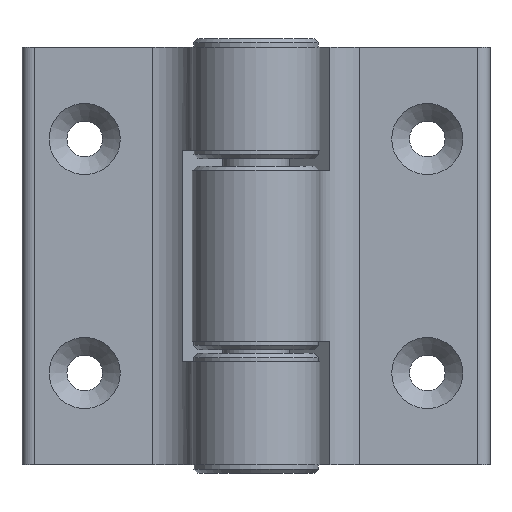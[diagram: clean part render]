
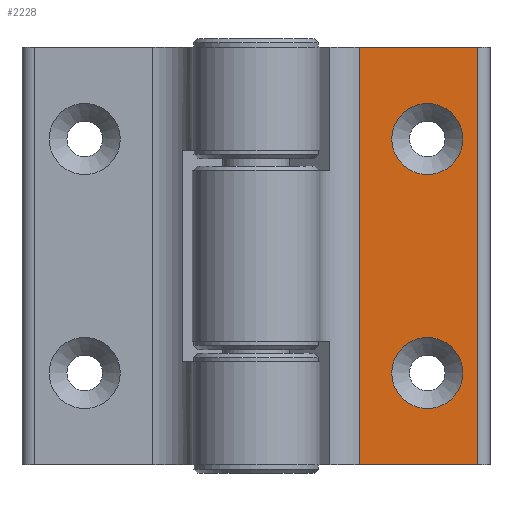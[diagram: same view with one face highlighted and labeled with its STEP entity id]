
A CAD part, front view. The second image highlights one B-rep face of the part: STEP entity #2228.
In plain terms, the highlighted planar face has unit normal (0, -1, 0).
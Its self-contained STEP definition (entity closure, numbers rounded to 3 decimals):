
#132=FACE_BOUND('',#691,.T.);
#133=FACE_BOUND('',#692,.T.);
#189=LINE('',#3763,#349);
#195=LINE('',#3787,#355);
#210=LINE('',#3827,#370);
#211=LINE('',#3829,#371);
#349=VECTOR('',#2846,10.);
#355=VECTOR('',#2868,10.);
#370=VECTOR('',#2913,10.);
#371=VECTOR('',#2916,10.);
#487=PLANE('',#2499);
#561=FACE_OUTER_BOUND('',#690,.T.);
#690=EDGE_LOOP('',(#1728,#1729,#1730,#1731));
#691=EDGE_LOOP('',(#1732,#1733));
#692=EDGE_LOOP('',(#1734,#1735));
#824=CIRCLE('',#2455,8.5);
#825=CIRCLE('',#2456,8.5);
#828=CIRCLE('',#2461,8.5);
#829=CIRCLE('',#2462,8.5);
#994=VERTEX_POINT('',#3532);
#995=VERTEX_POINT('',#3533);
#998=VERTEX_POINT('',#3544);
#999=VERTEX_POINT('',#3545);
#1013=VERTEX_POINT('',#3760);
#1014=VERTEX_POINT('',#3762);
#1024=VERTEX_POINT('',#3785);
#1034=VERTEX_POINT('',#3825);
#1231=EDGE_CURVE('',#994,#995,#824,.T.);
#1232=EDGE_CURVE('',#995,#994,#825,.T.);
#1237=EDGE_CURVE('',#998,#999,#828,.T.);
#1238=EDGE_CURVE('',#999,#998,#829,.T.);
#1265=EDGE_CURVE('',#1013,#1014,#189,.T.);
#1277=EDGE_CURVE('',#1013,#1024,#195,.T.);
#1297=EDGE_CURVE('',#1024,#1034,#210,.T.);
#1298=EDGE_CURVE('',#1034,#1014,#211,.T.);
#1728=ORIENTED_EDGE('',*,*,#1298,.T.);
#1729=ORIENTED_EDGE('',*,*,#1265,.F.);
#1730=ORIENTED_EDGE('',*,*,#1277,.T.);
#1731=ORIENTED_EDGE('',*,*,#1297,.T.);
#1732=ORIENTED_EDGE('',*,*,#1231,.T.);
#1733=ORIENTED_EDGE('',*,*,#1232,.T.);
#1734=ORIENTED_EDGE('',*,*,#1237,.T.);
#1735=ORIENTED_EDGE('',*,*,#1238,.T.);
#2228=ADVANCED_FACE('',(#561,#132,#133),#487,.T.);
#2455=AXIS2_PLACEMENT_3D('',#3534,#2785,#2786);
#2456=AXIS2_PLACEMENT_3D('',#3535,#2787,#2788);
#2461=AXIS2_PLACEMENT_3D('',#3546,#2799,#2800);
#2462=AXIS2_PLACEMENT_3D('',#3547,#2801,#2802);
#2499=AXIS2_PLACEMENT_3D('',#3828,#2914,#2915);
#2785=DIRECTION('center_axis',(0.,1.,0.));
#2786=DIRECTION('ref_axis',(1.,0.,0.));
#2787=DIRECTION('center_axis',(0.,1.,0.));
#2788=DIRECTION('ref_axis',(1.,0.,0.));
#2799=DIRECTION('center_axis',(0.,1.,0.));
#2800=DIRECTION('ref_axis',(1.,0.,0.));
#2801=DIRECTION('center_axis',(0.,1.,0.));
#2802=DIRECTION('ref_axis',(1.,0.,0.));
#2846=DIRECTION('',(0.,0.,1.));
#2868=DIRECTION('',(1.,0.,0.));
#2913=DIRECTION('',(0.,0.,1.));
#2914=DIRECTION('center_axis',(0.,-1.,0.));
#2915=DIRECTION('ref_axis',(0.,0.,-1.));
#2916=DIRECTION('',(-1.,0.,0.));
#3532=CARTESIAN_POINT('',(49.5,9.5,78.));
#3533=CARTESIAN_POINT('',(32.5,9.5,78.));
#3534=CARTESIAN_POINT('Origin',(41.,9.5,78.));
#3535=CARTESIAN_POINT('Origin',(41.,9.5,78.));
#3544=CARTESIAN_POINT('',(49.5,9.5,22.));
#3545=CARTESIAN_POINT('',(32.5,9.5,22.));
#3546=CARTESIAN_POINT('Origin',(41.,9.5,22.));
#3547=CARTESIAN_POINT('Origin',(41.,9.5,22.));
#3760=CARTESIAN_POINT('',(24.75,9.5,0.));
#3762=CARTESIAN_POINT('',(24.75,9.5,100.));
#3763=CARTESIAN_POINT('',(24.75,9.5,0.));
#3785=CARTESIAN_POINT('',(53.,9.5,0.));
#3787=CARTESIAN_POINT('',(24.75,9.5,0.));
#3825=CARTESIAN_POINT('',(53.,9.5,100.));
#3827=CARTESIAN_POINT('',(53.,9.5,0.));
#3828=CARTESIAN_POINT('Origin',(53.,9.5,0.));
#3829=CARTESIAN_POINT('',(24.75,9.5,100.));
